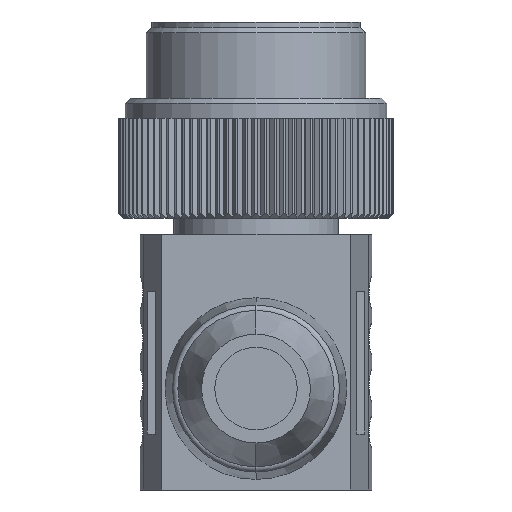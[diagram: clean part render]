
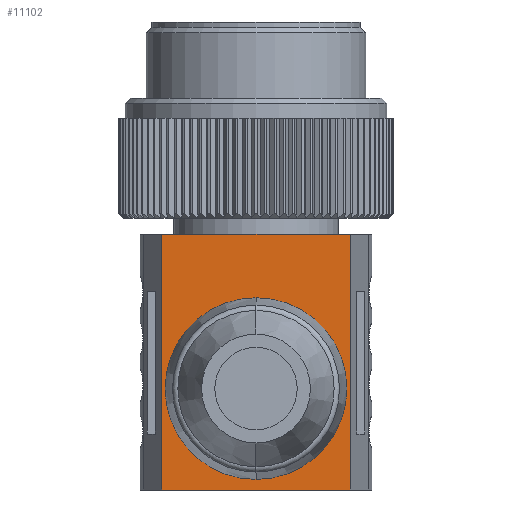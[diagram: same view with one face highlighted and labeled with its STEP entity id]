
A CAD part, left-side view. The second image highlights one B-rep face of the part: STEP entity #11102.
In plain terms, the highlighted planar face has unit normal (-1, 0, 0).
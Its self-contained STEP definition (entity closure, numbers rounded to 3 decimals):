
#3325=DIRECTION('',(0.,1.,0.));
#3326=VECTOR('',#3325,17.8);
#3327=CARTESIAN_POINT('',(0.,-8.9,14.6));
#3328=LINE('',#3327,#3326);
#3357=CARTESIAN_POINT('',(0.,0.,0.));
#3358=DIRECTION('',(-1.,0.,0.));
#3359=DIRECTION('',(0.,0.,1.));
#3360=AXIS2_PLACEMENT_3D('',#3357,#3358,#3359);
#3362=CARTESIAN_POINT('',(0.,0.,0.));
#3363=DIRECTION('',(-1.,0.,0.));
#3364=DIRECTION('',(0.,0.,-1.));
#3365=AXIS2_PLACEMENT_3D('',#3362,#3363,#3364);
#3367=DIRECTION('',(0.,0.,-1.));
#3368=VECTOR('',#3367,24.2);
#3369=CARTESIAN_POINT('',(0.,8.9,14.6));
#3370=LINE('',#3369,#3368);
#3399=DIRECTION('',(0.,-1.,0.));
#3400=VECTOR('',#3399,17.8);
#3401=CARTESIAN_POINT('',(0.,8.9,-9.6));
#3402=LINE('',#3401,#3400);
#3417=DIRECTION('',(0.,0.,1.));
#3418=VECTOR('',#3417,24.2);
#3419=CARTESIAN_POINT('',(0.,-8.9,-9.6));
#3420=LINE('',#3419,#3418);
#5779=CARTESIAN_POINT('',(0.,0.,-8.6));
#5780=VERTEX_POINT('',#5779);
#5781=CARTESIAN_POINT('',(0.,0.,8.6));
#5782=VERTEX_POINT('',#5781);
#5783=CARTESIAN_POINT('',(0.,8.9,14.6));
#5784=CARTESIAN_POINT('',(0.,8.9,-9.6));
#5785=VERTEX_POINT('',#5783);
#5786=VERTEX_POINT('',#5784);
#5787=CARTESIAN_POINT('',(0.,-8.9,14.6));
#5788=VERTEX_POINT('',#5787);
#5789=CARTESIAN_POINT('',(0.,-8.9,-9.6));
#5790=VERTEX_POINT('',#5789);
#11082=CARTESIAN_POINT('',(0.,0.,2.5));
#11083=DIRECTION('',(1.,0.,0.));
#11084=DIRECTION('',(0.,0.,1.));
#11085=AXIS2_PLACEMENT_3D('',#11082,#11083,#11084);
#11086=PLANE('',#11085);
#11088=ORIENTED_EDGE('',*,*,#11087,.F.);
#11089=ORIENTED_EDGE('',*,*,#11064,.F.);
#11091=ORIENTED_EDGE('',*,*,#11090,.F.);
#11093=ORIENTED_EDGE('',*,*,#11092,.F.);
#11094=EDGE_LOOP('',(#11088,#11089,#11091,#11093));
#11095=FACE_OUTER_BOUND('',#11094,.F.);
#11097=ORIENTED_EDGE('',*,*,#11096,.T.);
#11099=ORIENTED_EDGE('',*,*,#11098,.T.);
#11100=EDGE_LOOP('',(#11097,#11099));
#11101=FACE_BOUND('',#11100,.F.);
#11102=ADVANCED_FACE('',(#11095,#11101),#11086,.F.);
#3361=CIRCLE('',#3360,8.6);
#3366=CIRCLE('',#3365,8.6);
#11064=EDGE_CURVE('',#5788,#5785,#3328,.T.);
#11087=EDGE_CURVE('',#5785,#5786,#3370,.T.);
#11090=EDGE_CURVE('',#5790,#5788,#3420,.T.);
#11092=EDGE_CURVE('',#5786,#5790,#3402,.T.);
#11096=EDGE_CURVE('',#5782,#5780,#3361,.T.);
#11098=EDGE_CURVE('',#5780,#5782,#3366,.T.);
